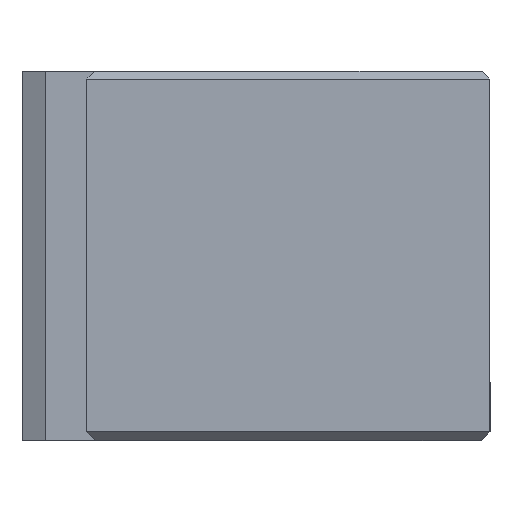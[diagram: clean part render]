
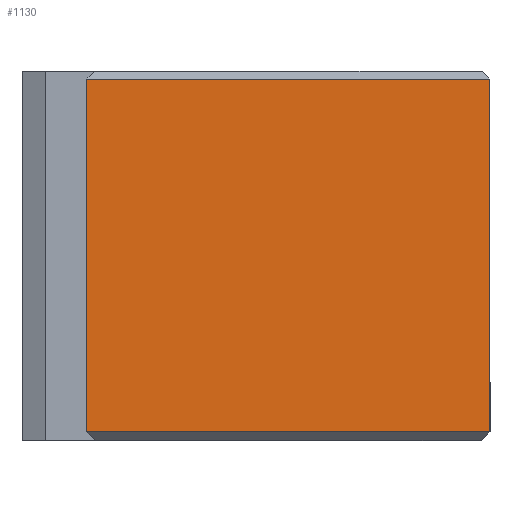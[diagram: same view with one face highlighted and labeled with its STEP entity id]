
A CAD part, left-side view. The second image highlights one B-rep face of the part: STEP entity #1130.
In plain terms, the highlighted planar face has unit normal (-1, 0, 0).
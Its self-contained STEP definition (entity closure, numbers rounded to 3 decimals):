
#35=FACE_OUTER_BOUND('',#101,.T.);
#101=EDGE_LOOP('',(#757,#758,#759,#760));
#170=LINE('',#1601,#326);
#174=LINE('',#1610,#330);
#179=LINE('',#1620,#335);
#180=LINE('',#1621,#336);
#326=VECTOR('',#1292,10.);
#330=VECTOR('',#1300,10.);
#335=VECTOR('',#1307,10.);
#336=VECTOR('',#1308,10.);
#476=VERTEX_POINT('',#1588);
#481=VERTEX_POINT('',#1599);
#484=VERTEX_POINT('',#1609);
#488=VERTEX_POINT('',#1619);
#581=EDGE_CURVE('',#481,#476,#170,.T.);
#585=EDGE_CURVE('',#484,#476,#174,.T.);
#590=EDGE_CURVE('',#488,#481,#179,.T.);
#591=EDGE_CURVE('',#484,#488,#180,.T.);
#757=ORIENTED_EDGE('',*,*,#581,.F.);
#758=ORIENTED_EDGE('',*,*,#590,.F.);
#759=ORIENTED_EDGE('',*,*,#591,.F.);
#760=ORIENTED_EDGE('',*,*,#585,.T.);
#1071=PLANE('',#1210);
#1130=ADVANCED_FACE('',(#35),#1071,.T.);
#1210=AXIS2_PLACEMENT_3D('',#1618,#1305,#1306);
#1292=DIRECTION('',(0.,-1.,0.));
#1300=DIRECTION('',(0.,0.,1.));
#1305=DIRECTION('center_axis',(-1.,0.,0.));
#1306=DIRECTION('ref_axis',(0.,-1.,0.));
#1307=DIRECTION('',(0.,0.,1.));
#1308=DIRECTION('',(0.,1.,0.));
#1588=CARTESIAN_POINT('',(0.,-18.,13.15));
#1599=CARTESIAN_POINT('',(0.,0.,13.15));
#1601=CARTESIAN_POINT('',(0.,-3.777,13.15));
#1609=CARTESIAN_POINT('',(0.,-18.,-2.6));
#1610=CARTESIAN_POINT('',(0.,-18.,0.));
#1618=CARTESIAN_POINT('Origin',(0.,0.,0.));
#1619=CARTESIAN_POINT('',(0.,0.,-2.6));
#1620=CARTESIAN_POINT('',(0.,0.,0.));
#1621=CARTESIAN_POINT('',(0.,-3.777,-2.6));
